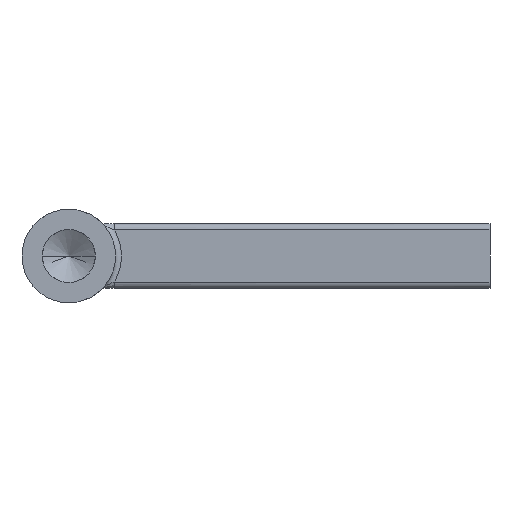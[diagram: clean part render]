
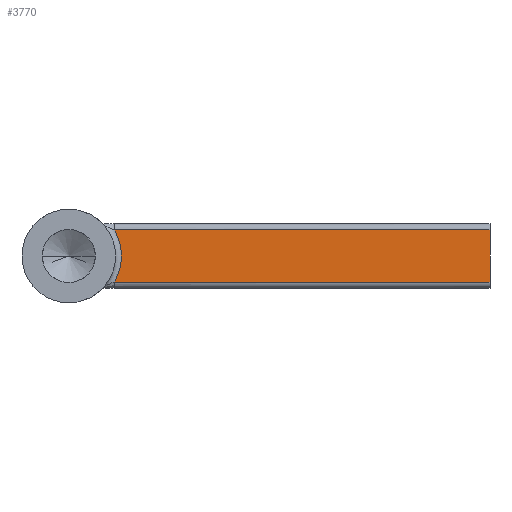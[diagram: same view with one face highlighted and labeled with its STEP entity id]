
A CAD part, left-side view. The second image highlights one B-rep face of the part: STEP entity #3770.
In plain terms, the highlighted face is planar.
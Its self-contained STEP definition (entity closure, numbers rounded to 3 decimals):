
#3370=CARTESIAN_POINT('',(-26.,0.,6.));
#3380=DIRECTION('',(0.,0.,1.));
#3390=DIRECTION('',(1.,0.,0.));
#3400=AXIS2_PLACEMENT_3D('',#3370,#3380,#3390);
#3410=PLANE('',#3400);
#3420=CARTESIAN_POINT('',(-54.,0.,6.));
#3430=DIRECTION('',(0.,-1.,0.));
#3440=VECTOR('',#3430,1.);
#3450=LINE('',#3420,#3440);
#3460=CARTESIAN_POINT('',(-54.,3.334,6.));
#3470=VERTEX_POINT('',#3460);
#3480=CARTESIAN_POINT('',(-54.,-3.334,6.));
#3490=VERTEX_POINT('',#3480);
#3500=EDGE_CURVE('',#3470,#3490,#3450,.T.);
#3510=ORIENTED_EDGE('',*,*,#3500,.F.);
#3520=CARTESIAN_POINT('',(-4.5,-3.334,
6.));
#3530=DIRECTION('',(-1.,0.,0.));
#3540=VECTOR('',#3530,1.);
#3550=LINE('',#3520,#3540);
#3560=CARTESIAN_POINT('',(-5.875,-3.334,
6.));
#3570=VERTEX_POINT('',#3560);
#3580=EDGE_CURVE('',#3570,#3490,#3550,.T.);
#3590=ORIENTED_EDGE('',*,*,#3580,.T.);
#3600=CARTESIAN_POINT('',(0.,0.,
6.));
#3610=DIRECTION('',(0.,0.,-1.));
#3620=DIRECTION('',(0.,1.,0.));
#3630=AXIS2_PLACEMENT_3D('',#3600,#3610,#3620);
#3640=CIRCLE('',#3630,6.755);
#3650=CARTESIAN_POINT('',(-5.875,3.334,
6.));
#3660=VERTEX_POINT('',#3650);
#3670=EDGE_CURVE('',#3570,#3660,#3640,.T.);
#3680=ORIENTED_EDGE('',*,*,#3670,.F.);
#3690=CARTESIAN_POINT('',(-4.5,3.334,
6.));
#3700=DIRECTION('',(1.,0.,0.));
#3710=VECTOR('',#3700,1.);
#3720=LINE('',#3690,#3710);
#3730=EDGE_CURVE('',#3470,#3660,#3720,.T.);
#3740=ORIENTED_EDGE('',*,*,#3730,.T.);
#3750=EDGE_LOOP('',(#3740,#3680,#3590,#3510));
#3760=FACE_OUTER_BOUND('',#3750,.T.);
#3770=ADVANCED_FACE('',(#3760),#3410,.F.);
